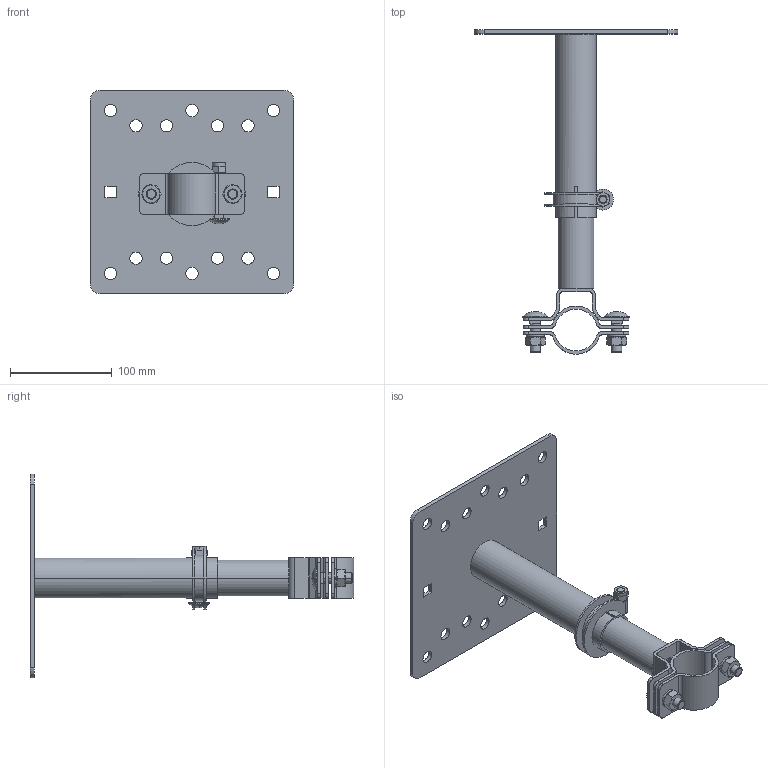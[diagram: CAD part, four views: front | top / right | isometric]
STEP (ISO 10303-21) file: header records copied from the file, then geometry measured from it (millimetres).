
FILE_DESCRIPTION(('CoCreate Modeling STEP Export'),'2;1');
FILE_NAME('012699_1-5408954.step','2013-04-30T 8:40:15',(''),(''),'CoCreate Modeling STEP processor for AP214 (Solid Model)','CoCreate Modeling 16.00B 02-Dec-2008 (C) Parametric Technology GmbH','');
FILE_SCHEMA(('AUTOMOTIVE_DESIGN { 1 0 10303 214 1 1 1 1 }'));
Length unit declared in the file: millimetre
Products named in the file (12): Sechskantmutter_M8_DIN_6924; Halbschale-Oberteil; Mutter_M_10_DIN_934.2; Schale-Unterteil; Federring_DIN_127-A10_7; Flachrundschraube_DIN_603_M10_x_35.1; Flachrundschraube_DIN_603_M8_x_55; Rohr-außen; Rohr-innen; Wandplatte; Rohrschelle; Wandhalter
Assembly tree (15 placements, depth 2):
  Wandhalter
    Rohrschelle
    Wandplatte
    Rohr-innen
    Rohr-außen
    Flachrundschraube_DIN_603_M8_x_55
    Schale-Unterteil  x2
    Flachrundschraube_DIN_603_M10_x_35.1  x2
    Mutter_M_10_DIN_934.2  x2
    Federring_DIN_127-A10_7  x2
    Halbschale-Oberteil
    Sechskantmutter_M8_DIN_6924
Bounding box: 200 x 318.27 x 200 mm (x, y, z)
Volume: 303875.8 mm3; surface area: 217200.9 mm2
Topology: 15 solids, 15 shells, 322 faces, 821 edges, 526 vertices
Faces by surface type: plane 152, cylinder 122, cone 42, sphere 6
Entity records: 8948 total; most frequent: CARTESIAN_POINT 2800, ORIENTED_EDGE 1286, DIRECTION 1042, EDGE_CURVE 643, VERTEX_POINT 417, VECTOR 352, LINE 352, AXIS2_PLACEMENT_3D 345
